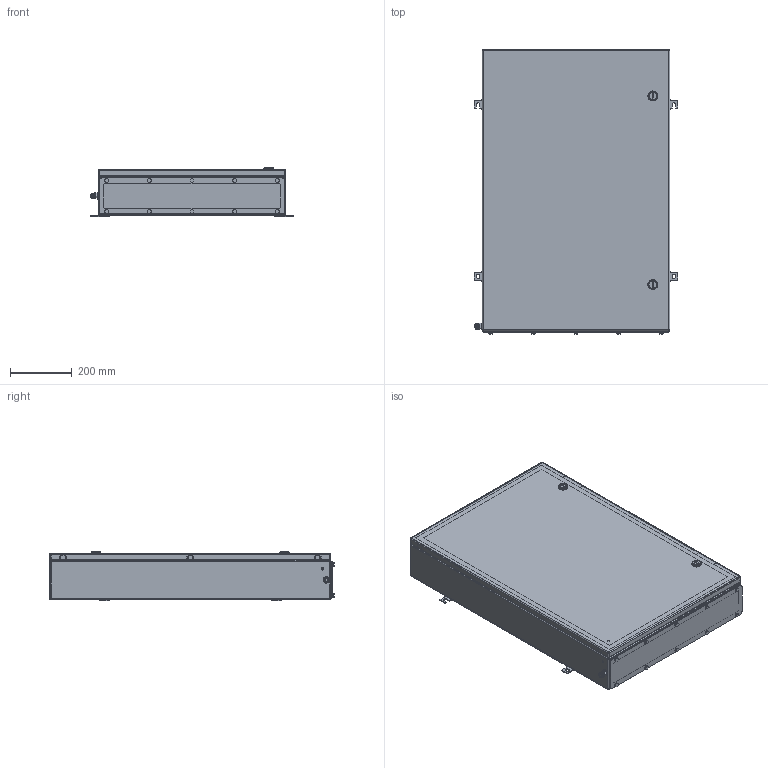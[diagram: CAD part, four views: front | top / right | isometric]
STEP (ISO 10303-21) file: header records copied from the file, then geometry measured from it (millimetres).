
FILE_DESCRIPTION(('CATIA V5 STEP Exchange','CAx-IF Rec.Pracs.--- Model Styling and Organization---1.4--- 2014-01-23'),'2;1');
FILE_NAME ('008861-5_3_1200890000_1200890000.stp','2019-09-23T10:02:56+00:00',('none'),('Weidmueller'),'CATIA Version 5-6 Release 2016 SP3 HF44','CATIA V5 STEP AP214','none');
FILE_SCHEMA(('AUTOMOTIVE_DESIGN { 1 0 10303 214 1 1 1 1 }'));
Length unit declared in the file: millimetre
Products named in the file (1): ZUB_KTB_QL_916115_1GP
Bounding box: 661 x 925 x 159.8 mm (x, y, z)
Volume: 3024343.9 mm3; surface area: 3691457.7 mm2
Topology: 78 solids, 80 shells, 1532 faces, 3530 edges, 2207 vertices
Faces by surface type: plane 706, cylinder 618, cone 154, sphere 24, torus 22, bspline 8
Entity records: 41096 total; most frequent: CARTESIAN_POINT 8372, ORIENTED_EDGE 6928, DIRECTION 5567, EDGE_CURVE 3464, AXIS2_PLACEMENT_3D 2421, VERTEX_POINT 2207, VECTOR 1988, LINE 1988
